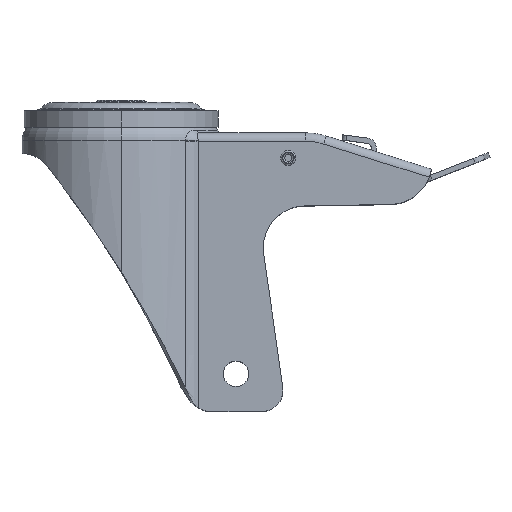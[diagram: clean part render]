
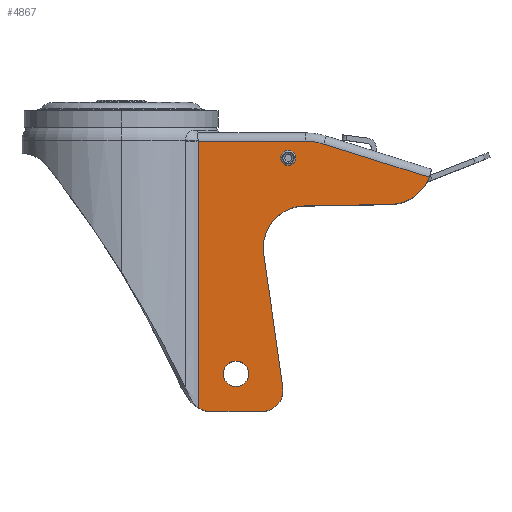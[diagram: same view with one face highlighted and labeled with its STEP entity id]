
A CAD part, top view. The second image highlights one B-rep face of the part: STEP entity #4867.
In plain terms, the highlighted planar face has unit normal (0, 0, 1).
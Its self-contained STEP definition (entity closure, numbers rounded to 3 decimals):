
#229 = VERTEX_POINT ( 'NONE', #5413 ) ;
#616 = DIRECTION ( 'NONE',  ( -1., 0., 0. ) ) ;
#723 = DIRECTION ( 'NONE',  ( 0., 0., 1. ) ) ;
#811 = EDGE_CURVE ( 'NONE', #28502, #24782, #36446, .T. ) ;
#1191 = CARTESIAN_POINT ( 'NONE',  ( 147.483, -36.862, 34. ) ) ;
#1254 = AXIS2_PLACEMENT_3D ( 'NONE', #3668, #14785, #26632 ) ;
#3438 = ORIENTED_EDGE ( 'NONE', *, *, #42603, .F. ) ;
#3489 = CARTESIAN_POINT ( 'NONE',  ( 88.271, -48.6, 34. ) ) ;
#3668 = CARTESIAN_POINT ( 'NONE',  ( 80., -27.6, 34. ) ) ;
#3709 = LINE ( 'NONE', #22293, #10895 ) ;
#4492 = CARTESIAN_POINT ( 'NONE',  ( 68.25, -73.425, 34. ) ) ;
#4863 = DIRECTION ( 'NONE',  ( 0.99, 0.141, 0. ) ) ;
#4867 = ADVANCED_FACE ( 'NONE', ( #48377, #13077, #44261 ), #5340, .T. ) ;
#5333 = CIRCLE ( 'NONE', #11064, 2.6 ) ;
#5340 = PLANE ( 'NONE',  #42056 ) ;
#5413 = CARTESIAN_POINT ( 'NONE',  ( 77.405, -137.588, 34. ) ) ;
#5896 = ORIENTED_EDGE ( 'NONE', *, *, #8631, .F. ) ;
#6146 = CIRCLE ( 'NONE', #1254, 2.6 ) ;
#6763 = CIRCLE ( 'NONE', #18209, 6.1 ) ;
#7801 = CIRCLE ( 'NONE', #39967, 20. ) ;
#8099 = DIRECTION ( 'NONE',  ( 0.954, -0.301, 0. ) ) ;
#8631 = EDGE_CURVE ( 'NONE', #48357, #45647, #13508, .T. ) ;
#8961 = ORIENTED_EDGE ( 'NONE', *, *, #26595, .F. ) ;
#10141 = EDGE_CURVE ( 'NONE', #37813, #37342, #35795, .T. ) ;
#10895 = VECTOR ( 'NONE', #38034, 1000. ) ;
#10977 = AXIS2_PLACEMENT_3D ( 'NONE', #51007, #723, #39435 ) ;
#11064 = AXIS2_PLACEMENT_3D ( 'NONE', #48235, #36167, #16067 ) ;
#11214 = DIRECTION ( 'NONE',  ( 0., 1., 0. ) ) ;
#11757 = CARTESIAN_POINT ( 'NONE',  ( 55., -131., 34. ) ) ;
#11843 = CARTESIAN_POINT ( 'NONE',  ( 42.505, -149., 34. ) ) ;
#13077 = FACE_BOUND ( 'NONE', #42531, .T. ) ;
#13287 = VERTEX_POINT ( 'NONE', #13739 ) ;
#13442 = EDGE_CURVE ( 'NONE', #48108, #28022, #6146, .T. ) ;
#13508 = CIRCLE ( 'NONE', #28356, 29. ) ;
#13739 = CARTESIAN_POINT ( 'NONE',  ( 61.1, -131., 34. ) ) ;
#14323 = CARTESIAN_POINT ( 'NONE',  ( 87.71, -50.603, 34. ) ) ;
#14603 = CARTESIAN_POINT ( 'NONE',  ( 37.017, -147.359, 34. ) ) ;
#14785 = DIRECTION ( 'NONE',  ( 0., 0., 1. ) ) ;
#15860 = LINE ( 'NONE', #23090, #38179 ) ;
#15866 = LINE ( 'NONE', #4492, #40474 ) ;
#16067 = DIRECTION ( 'NONE',  ( -1., 0., 0. ) ) ;
#16359 = EDGE_CURVE ( 'NONE', #13287, #25018, #6763, .T. ) ;
#16375 = EDGE_CURVE ( 'NONE', #33315, #37813, #36789, .T. ) ;
#16535 = EDGE_CURVE ( 'NONE', #37342, #229, #15866, .T. ) ;
#17440 = DIRECTION ( 'NONE',  ( 1., 0., 0. ) ) ;
#18167 = ORIENTED_EDGE ( 'NONE', *, *, #16375, .F. ) ;
#18209 = AXIS2_PLACEMENT_3D ( 'NONE', #11757, #27511, #17440 ) ;
#19386 = ORIENTED_EDGE ( 'NONE', *, *, #35884, .F. ) ;
#19700 = ORIENTED_EDGE ( 'NONE', *, *, #10141, .F. ) ;
#19957 = DIRECTION ( 'NONE',  ( -0.017, 1., 0. ) ) ;
#20054 = CARTESIAN_POINT ( 'NONE',  ( 48.9, -131., 34. ) ) ;
#20198 = DIRECTION ( 'NONE',  ( 0., 0., 1. ) ) ;
#20968 = CARTESIAN_POINT ( 'NONE',  ( 88.05, -70.6, 34. ) ) ;
#21978 = CIRCLE ( 'NONE', #47498, 10. ) ;
#22139 = CARTESIAN_POINT ( 'NONE',  ( 68.25, -73.425, 34. ) ) ;
#22144 = DIRECTION ( 'NONE',  ( 0., -1., 0. ) ) ;
#22293 = CARTESIAN_POINT ( 'NONE',  ( 88.271, -19.6, 34. ) ) ;
#22980 = VERTEX_POINT ( 'NONE', #14603 ) ;
#23090 = CARTESIAN_POINT ( 'NONE',  ( 96.991, -20.942, 34. ) ) ;
#23119 = CARTESIAN_POINT ( 'NONE',  ( 129.074, -49.899, 34. ) ) ;
#23453 = DIRECTION ( 'NONE',  ( 0., 0., -1. ) ) ;
#24186 = DIRECTION ( 'NONE',  ( 1., 0., 0. ) ) ;
#24484 = CARTESIAN_POINT ( 'NONE',  ( 67.505, -139., 34. ) ) ;
#24703 = CARTESIAN_POINT ( 'NONE',  ( 0., -165.6, 34. ) ) ;
#24773 = ORIENTED_EDGE ( 'NONE', *, *, #46239, .F. ) ;
#24782 = VERTEX_POINT ( 'NONE', #11843 ) ;
#24788 = VECTOR ( 'NONE', #37549, 1000. ) ;
#25018 = VERTEX_POINT ( 'NONE', #20054 ) ;
#25069 = EDGE_CURVE ( 'NONE', #25018, #13287, #50503, .T. ) ;
#26595 = EDGE_CURVE ( 'NONE', #229, #28502, #21978, .T. ) ;
#26632 = DIRECTION ( 'NONE',  ( 1., 0., 0. ) ) ;
#27511 = DIRECTION ( 'NONE',  ( 0., 0., 1. ) ) ;
#27902 = EDGE_LOOP ( 'NONE', ( #8961, #46378, #19700, #18167, #24773, #40459, #5896, #49922, #33539, #3438, #37067 ) ) ;
#27924 = CARTESIAN_POINT ( 'NONE',  ( 67.505, -149., 34. ) ) ;
#28022 = VERTEX_POINT ( 'NONE', #46016 ) ;
#28356 = AXIS2_PLACEMENT_3D ( 'NONE', #3489, #35466, #11214 ) ;
#28431 = DIRECTION ( 'NONE',  ( 0.937, -0.348, 0. ) ) ;
#28502 = VERTEX_POINT ( 'NONE', #27924 ) ;
#30336 = CARTESIAN_POINT ( 'NONE',  ( 37.016, -104.773, 34. ) ) ;
#30578 = CARTESIAN_POINT ( 'NONE',  ( 37.016, -62.186, 34. ) ) ;
#31571 = CARTESIAN_POINT ( 'NONE',  ( 55.005, -149., 34. ) ) ;
#32681 = DIRECTION ( 'NONE',  ( 0., 0., 1. ) ) ;
#33073 = DIRECTION ( 'NONE',  ( 0., 0., -1. ) ) ;
#33315 = VERTEX_POINT ( 'NONE', #23119 ) ;
#33415 = VECTOR ( 'NONE', #616, 1000. ) ;
#33539 = ORIENTED_EDGE ( 'NONE', *, *, #50237, .T. ) ;
#33886 = ORIENTED_EDGE ( 'NONE', *, *, #25069, .F. ) ;
#33972 = EDGE_LOOP ( 'NONE', ( #19386, #37326 ) ) ;
#34154 = AXIS2_PLACEMENT_3D ( 'NONE', #45056, #36862, #22144 ) ;
#35466 = DIRECTION ( 'NONE',  ( 0., 0., -1. ) ) ;
#35795 = CIRCLE ( 'NONE', #42375, 20. ) ;
#35884 = EDGE_CURVE ( 'NONE', #28022, #48108, #5333, .T. ) ;
#36113 = CARTESIAN_POINT ( 'NONE',  ( 96.991, -20.942, 34. ) ) ;
#36167 = DIRECTION ( 'NONE',  ( 0., 0., 1. ) ) ;
#36446 = LINE ( 'NONE', #31571, #33415 ) ;
#36705 = CARTESIAN_POINT ( 'NONE',  ( 88.271, -19.6, 34. ) ) ;
#36789 = LINE ( 'NONE', #44982, #24788 ) ;
#36862 = DIRECTION ( 'NONE',  ( 0., 0., -1. ) ) ;
#37048 = CARTESIAN_POINT ( 'NONE',  ( 82.6, -27.6, 34. ) ) ;
#37067 = ORIENTED_EDGE ( 'NONE', *, *, #811, .F. ) ;
#37326 = ORIENTED_EDGE ( 'NONE', *, *, #13442, .F. ) ;
#37342 = VERTEX_POINT ( 'NONE', #22139 ) ;
#37549 = DIRECTION ( 'NONE',  ( -1., -0.017, 0. ) ) ;
#37813 = VERTEX_POINT ( 'NONE', #14323 ) ;
#38034 = DIRECTION ( 'NONE',  ( -1., 0., 0. ) ) ;
#38179 = VECTOR ( 'NONE', #8099, 1000. ) ;
#39419 = ORIENTED_EDGE ( 'NONE', *, *, #16359, .F. ) ;
#39435 = DIRECTION ( 'NONE',  ( -1., 0., 0. ) ) ;
#39967 = AXIS2_PLACEMENT_3D ( 'NONE', #44135, #33073, #28431 ) ;
#40459 = ORIENTED_EDGE ( 'NONE', *, *, #41848, .F. ) ;
#40474 = VECTOR ( 'NONE', #43179, 1000. ) ;
#41400 = EDGE_CURVE ( 'NONE', #48357, #42030, #3709, .T. ) ;
#41848 = EDGE_CURVE ( 'NONE', #45647, #49982, #15860, .T. ) ;
#42030 = VERTEX_POINT ( 'NONE', #45411 ) ;
#42056 = AXIS2_PLACEMENT_3D ( 'NONE', #24703, #32681, #24186 ) ;
#42375 = AXIS2_PLACEMENT_3D ( 'NONE', #20968, #20198, #19957 ) ;
#42531 = EDGE_LOOP ( 'NONE', ( #33886, #39419 ) ) ;
#42603 = EDGE_CURVE ( 'NONE', #24782, #22980, #43197, .T. ) ;
#43179 = DIRECTION ( 'NONE',  ( 0.141, -0.99, 0. ) ) ;
#43197 = CIRCLE ( 'NONE', #34154, 10. ) ;
#44135 = CARTESIAN_POINT ( 'NONE',  ( 128.734, -29.902, 34. ) ) ;
#44261 = FACE_OUTER_BOUND ( 'NONE', #27902, .T. ) ;
#44806 = B_SPLINE_CURVE_WITH_KNOTS ( 'NONE', 3,
 ( #49871, #30578, #30336, #46003 ),
 .UNSPECIFIED., .F., .F.,
 ( 4, 4 ),
 ( 0., 1. ),
 .UNSPECIFIED. ) ;
#44982 = CARTESIAN_POINT ( 'NONE',  ( 129.074, -49.899, 34. ) ) ;
#45056 = CARTESIAN_POINT ( 'NONE',  ( 42.505, -139., 34. ) ) ;
#45411 = CARTESIAN_POINT ( 'NONE',  ( 37.015, -19.6, 34. ) ) ;
#45647 = VERTEX_POINT ( 'NONE', #36113 ) ;
#46003 = CARTESIAN_POINT ( 'NONE',  ( 37.017, -147.359, 34. ) ) ;
#46016 = CARTESIAN_POINT ( 'NONE',  ( 77.4, -27.6, 34. ) ) ;
#46239 = EDGE_CURVE ( 'NONE', #49982, #33315, #7801, .T. ) ;
#46378 = ORIENTED_EDGE ( 'NONE', *, *, #16535, .F. ) ;
#47498 = AXIS2_PLACEMENT_3D ( 'NONE', #24484, #23453, #4863 ) ;
#48108 = VERTEX_POINT ( 'NONE', #37048 ) ;
#48235 = CARTESIAN_POINT ( 'NONE',  ( 80., -27.6, 34. ) ) ;
#48357 = VERTEX_POINT ( 'NONE', #36705 ) ;
#48377 = FACE_BOUND ( 'NONE', #33972, .T. ) ;
#49871 = CARTESIAN_POINT ( 'NONE',  ( 37.015, -19.6, 34. ) ) ;
#49922 = ORIENTED_EDGE ( 'NONE', *, *, #41400, .T. ) ;
#49982 = VERTEX_POINT ( 'NONE', #1191 ) ;
#50237 = EDGE_CURVE ( 'NONE', #42030, #22980, #44806, .T. ) ;
#50503 = CIRCLE ( 'NONE', #10977, 6.1 ) ;
#51007 = CARTESIAN_POINT ( 'NONE',  ( 55., -131., 34. ) ) ;
